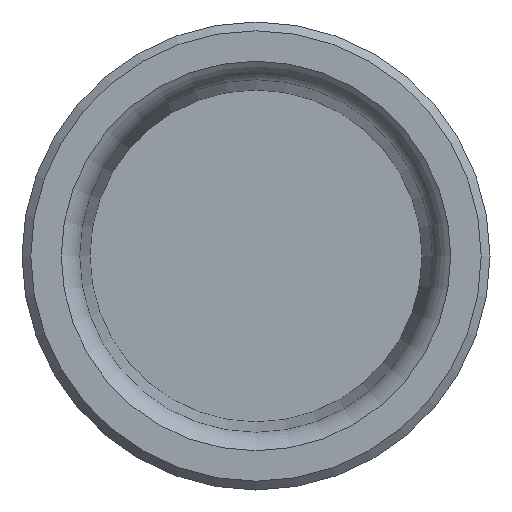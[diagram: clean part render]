
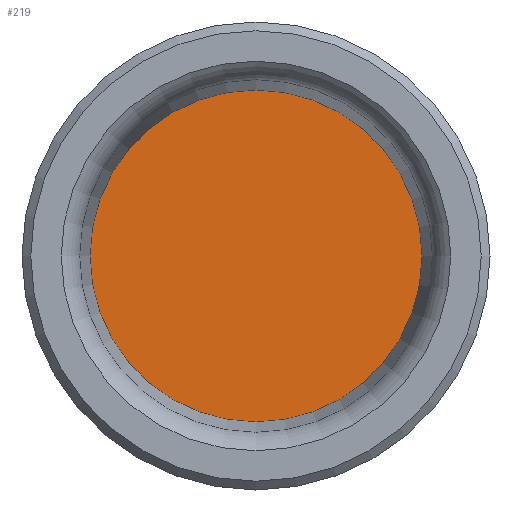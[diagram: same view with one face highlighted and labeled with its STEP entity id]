
A CAD part, front view. The second image highlights one B-rep face of the part: STEP entity #219.
In plain terms, the highlighted planar face has unit normal (0, -1, 0).
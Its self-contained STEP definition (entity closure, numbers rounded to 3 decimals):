
#57=FACE_OUTER_BOUND('',#73,.T.);
#73=EDGE_LOOP('',(#158));
#94=CIRCLE('',#263,12.6);
#113=VERTEX_POINT('',#391);
#131=EDGE_CURVE('',#113,#113,#94,.T.);
#158=ORIENTED_EDGE('',*,*,#131,.T.);
#212=PLANE('',#262);
#219=ADVANCED_FACE('',(#57),#212,.F.);
#262=AXIS2_PLACEMENT_3D('',#390,#304,#305);
#263=AXIS2_PLACEMENT_3D('',#392,#306,#307);
#304=DIRECTION('center_axis',(0.,1.,0.));
#305=DIRECTION('ref_axis',(0.,0.,1.));
#306=DIRECTION('center_axis',(0.,-1.,0.));
#307=DIRECTION('ref_axis',(0.,0.,1.));
#390=CARTESIAN_POINT('Origin',(174.,152.2,-272.45));
#391=CARTESIAN_POINT('',(174.,152.2,-285.05));
#392=CARTESIAN_POINT('Origin',(174.,152.2,-272.45));
